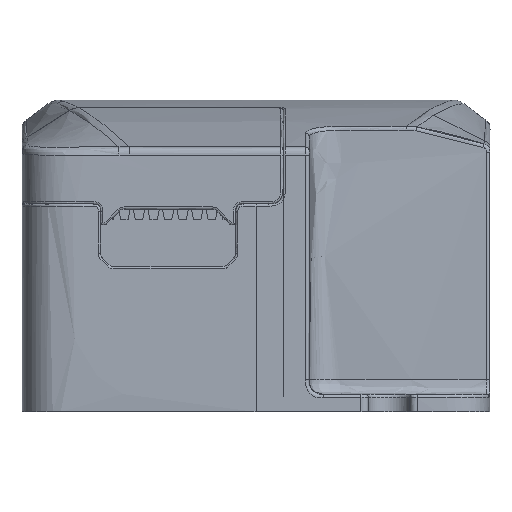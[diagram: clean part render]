
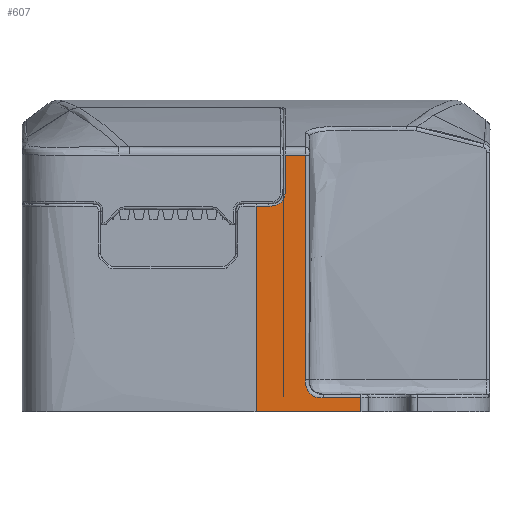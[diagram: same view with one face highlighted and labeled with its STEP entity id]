
A CAD part, left-side view. The second image highlights one B-rep face of the part: STEP entity #607.
In plain terms, the highlighted planar face has unit normal (-1, 0, 0).
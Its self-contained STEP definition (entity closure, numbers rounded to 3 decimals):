
#607=ADVANCED_FACE('',(#1275),#10357,.T.);
#1275=FACE_OUTER_BOUND('',#1943,.T.);
#1943=EDGE_LOOP('',(#4966,#4967,#4968,#4969,#4970,#4971,#4972,#4973,#4974,
#4975));
#4966=ORIENTED_EDGE('',*,*,#6927,.T.);
#4967=ORIENTED_EDGE('',*,*,#6896,.F.);
#4968=ORIENTED_EDGE('',*,*,#6475,.T.);
#4969=ORIENTED_EDGE('',*,*,#6035,.F.);
#4970=ORIENTED_EDGE('',*,*,#6797,.T.);
#4971=ORIENTED_EDGE('',*,*,#6814,.F.);
#4972=ORIENTED_EDGE('',*,*,#6821,.F.);
#4973=ORIENTED_EDGE('',*,*,#6818,.F.);
#4974=ORIENTED_EDGE('',*,*,#6892,.F.);
#4975=ORIENTED_EDGE('',*,*,#6897,.F.);
#6035=EDGE_CURVE('',#9116,#9109,#7734,.T.);
#6475=EDGE_CURVE('',#9475,#9109,#8150,.T.);
#6797=EDGE_CURVE('',#9116,#9615,#8471,.T.);
#6814=EDGE_CURVE('',#9620,#9615,#8487,.T.);
#6818=EDGE_CURVE('',#9619,#9621,#8491,.T.);
#6821=EDGE_CURVE('',#9621,#9620,#8494,.T.);
#6892=EDGE_CURVE('',#9660,#9619,#8564,.T.);
#6896=EDGE_CURVE('',#9475,#9663,#8568,.T.);
#6897=EDGE_CURVE('',#9662,#9660,#8569,.T.);
#6927=EDGE_CURVE('',#9662,#9663,#8599,.T.);
#7734=B_SPLINE_CURVE_WITH_KNOTS('',1,(#29289,#29290),.UNSPECIFIED.,.F.,
 .F.,(2,2),(-10.093,0.),.UNSPECIFIED.);
#8150=B_SPLINE_CURVE_WITH_KNOTS('',1,(#31337,#31338),.UNSPECIFIED.,.F.,
 .F.,(2,2),(4.935,20.),.UNSPECIFIED.);
#8471=B_SPLINE_CURVE_WITH_KNOTS('',1,(#33141,#33142),.UNSPECIFIED.,.F.,
 .F.,(2,2),(0.,1.346),.UNSPECIFIED.);
#8487=B_SPLINE_CURVE_WITH_KNOTS('',1,(#33246,#33247),.UNSPECIFIED.,.F.,
 .F.,(2,2),(0.,3.579),.UNSPECIFIED.);
#8491=B_SPLINE_CURVE_WITH_KNOTS('',1,(#33266,#33267),.UNSPECIFIED.,.F.,
 .F.,(2,2),(0.,21.591),.UNSPECIFIED.);
#8494=B_SPLINE_CURVE_WITH_KNOTS('',3,(#33280,#33281,#33282,#33283,#33284,
#33285),.UNSPECIFIED.,.F.,.F.,(4,1,1,4),(0.,1.439,
2.197,2.878),.UNSPECIFIED.);
#8564=B_SPLINE_CURVE_WITH_KNOTS('',1,(#33665,#33666),.UNSPECIFIED.,.F.,
 .F.,(2,2),(0.212,2.146),.UNSPECIFIED.);
#8568=B_SPLINE_CURVE_WITH_KNOTS('',1,(#33685,#33686),.UNSPECIFIED.,.F.,
 .F.,(2,2),(0.,1.186),.UNSPECIFIED.);
#8569=B_SPLINE_CURVE_WITH_KNOTS('',1,(#33687,#33688),.UNSPECIFIED.,.F.,
 .F.,(2,2),(0.,3.291),.UNSPECIFIED.);
#8599=B_SPLINE_CURVE_WITH_KNOTS('',3,(#33862,#33863,#33864,#33865,#33866,
#33867,#33868),.UNSPECIFIED.,.F.,.F.,(4,1,1,1,4),(0.,
0.643,1.328,2.013,2.656),
 .UNSPECIFIED.);
#9109=VERTEX_POINT('',#28597);
#9116=VERTEX_POINT('',#28604);
#9475=VERTEX_POINT('',#28963);
#9615=VERTEX_POINT('',#29103);
#9619=VERTEX_POINT('',#29107);
#9620=VERTEX_POINT('',#29108);
#9621=VERTEX_POINT('',#29109);
#9660=VERTEX_POINT('',#29148);
#9662=VERTEX_POINT('',#29150);
#9663=VERTEX_POINT('',#29151);
#10357=PLANE('',#10600);
#10600=AXIS2_PLACEMENT_3D('',#26439,#10827,$);
#10827=DIRECTION('',(-1.,0.,0.));
#26439=CARTESIAN_POINT('',(-74.99,0.,0.));
#28597=CARTESIAN_POINT('',(-74.99,0.,0.));
#28604=CARTESIAN_POINT('',(-74.99,-10.092,0.));
#28963=CARTESIAN_POINT('',(-74.99,0.,19.788));
#29103=CARTESIAN_POINT('',(-74.99,-10.092,1.346));
#29107=CARTESIAN_POINT('',(-74.99,-4.746,24.706));
#29108=CARTESIAN_POINT('',(-74.99,-6.514,1.346));
#29109=CARTESIAN_POINT('',(-74.99,-4.746,3.114));
#29148=CARTESIAN_POINT('',(-74.99,-2.812,24.706));
#29150=CARTESIAN_POINT('',(-74.99,-2.812,21.414));
#29151=CARTESIAN_POINT('',(-74.99,-1.185,19.788));
#29289=CARTESIAN_POINT('',(-74.99,-10.092,0.));
#29290=CARTESIAN_POINT('',(-74.99,0.,0.));
#31337=CARTESIAN_POINT('',(-74.99,0.,19.788));
#31338=CARTESIAN_POINT('',(-74.99,0.,0.));
#33141=CARTESIAN_POINT('',(-74.99,-10.092,0.));
#33142=CARTESIAN_POINT('',(-74.99,-10.092,1.346));
#33246=CARTESIAN_POINT('',(-74.99,-6.514,1.346));
#33247=CARTESIAN_POINT('',(-74.99,-10.092,1.346));
#33266=CARTESIAN_POINT('',(-74.99,-4.746,24.706));
#33267=CARTESIAN_POINT('',(-74.99,-4.746,3.114));
#33280=CARTESIAN_POINT('',(-74.99,-4.746,3.114));
#33281=CARTESIAN_POINT('',(-74.99,-4.718,2.642));
#33282=CARTESIAN_POINT('',(-74.99,-4.918,1.856));
#33283=CARTESIAN_POINT('',(-74.99,-5.808,1.366));
#33284=CARTESIAN_POINT('',(-74.99,-6.284,1.345));
#33285=CARTESIAN_POINT('',(-74.99,-6.514,1.346));
#33665=CARTESIAN_POINT('',(-74.99,-2.812,24.706));
#33666=CARTESIAN_POINT('',(-74.99,-4.746,24.706));
#33685=CARTESIAN_POINT('',(-74.99,0.,19.788));
#33686=CARTESIAN_POINT('',(-74.99,-1.185,19.788));
#33687=CARTESIAN_POINT('',(-74.99,-2.812,21.414));
#33688=CARTESIAN_POINT('',(-74.99,-2.812,24.706));
#33862=CARTESIAN_POINT('',(-74.99,-2.812,21.414));
#33863=CARTESIAN_POINT('',(-74.99,-2.813,21.201));
#33864=CARTESIAN_POINT('',(-74.99,-2.795,20.751));
#33865=CARTESIAN_POINT('',(-74.99,-2.457,20.143));
#33866=CARTESIAN_POINT('',(-74.99,-1.848,19.804));
#33867=CARTESIAN_POINT('',(-74.99,-1.399,19.786));
#33868=CARTESIAN_POINT('',(-74.99,-1.185,19.788));
